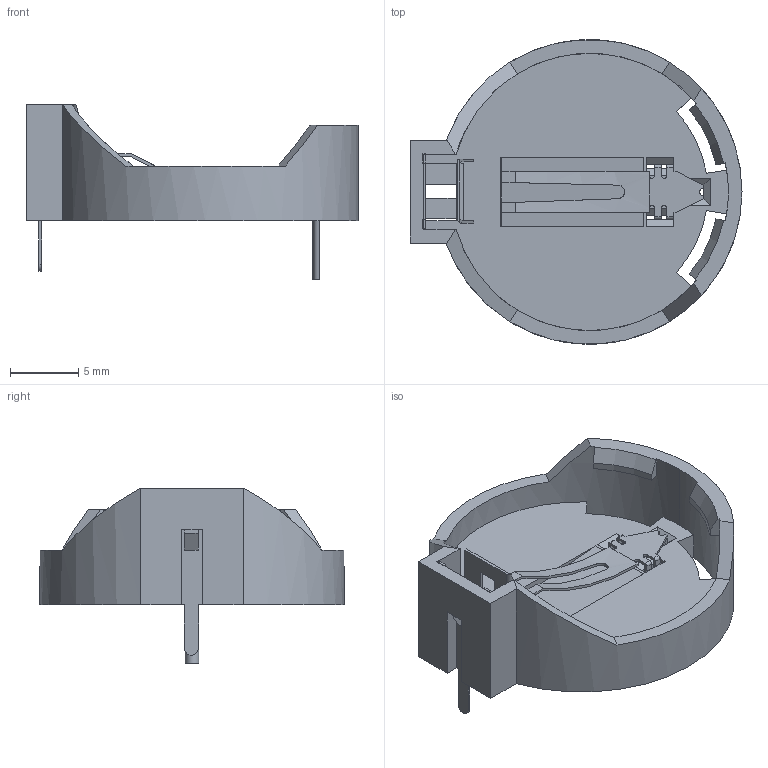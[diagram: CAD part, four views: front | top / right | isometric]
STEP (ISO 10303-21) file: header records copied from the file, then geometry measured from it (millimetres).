
FILE_DESCRIPTION(('FreeCAD Model'),'2;1');
FILE_NAME('Open CASCADE Shape Model','2024-05-23T15:16:38',(''),(''), 'Open CASCADE STEP processor 7.6','FreeCAD','Unknown');
FILE_SCHEMA(('AUTOMOTIVE_DESIGN { 1 0 10303 214 1 1 1 1 }'));
Length unit declared in the file: millimetre
Products named in the file (5): BT1; BH-642; BH-642_Plastic; BH-642_Metal_minus; BH-642_Metal_plus
Assembly tree (4 placements, depth 3):
  BT1
    BH-642
      BH-642_Plastic
      BH-642_Metal_minus
      BH-642_Metal_plus
Bounding box: 24.3 x 22.3 x 12.8 mm (x, y, z)
Volume: 1030.7 mm3; surface area: 1919.7 mm2
Topology: 3 solids, 3 shells, 175 faces, 504 edges, 330 vertices
Faces by surface type: plane 147, cylinder 26, cone 2
Entity records: 5813 total; most frequent: CARTESIAN_POINT 1077, ORIENTED_EDGE 1008, DIRECTION 912, EDGE_CURVE 504, LINE 422, VECTOR 422, VERTEX_POINT 330, AXIS2_PLACEMENT_3D 245
